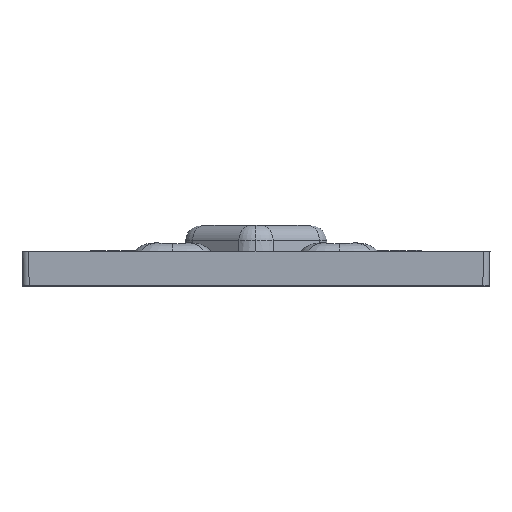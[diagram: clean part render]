
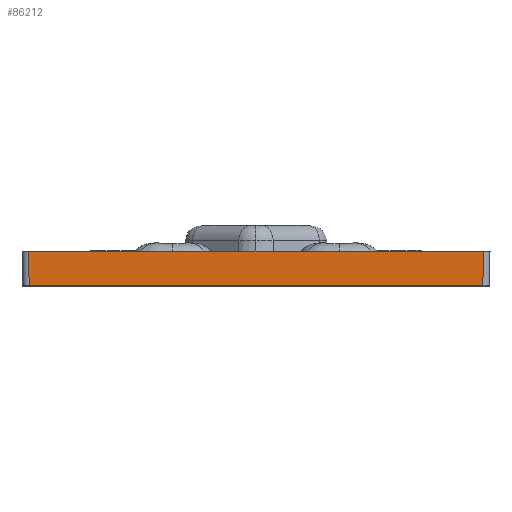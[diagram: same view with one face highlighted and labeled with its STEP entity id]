
A CAD part, left-side view. The second image highlights one B-rep face of the part: STEP entity #86212.
In plain terms, the highlighted planar face has unit normal (-1, 0, -0.018).
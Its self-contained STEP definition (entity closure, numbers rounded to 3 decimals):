
#1014 = CARTESIAN_POINT ( 'NONE',  ( -86.4, 34.602, 0.197 ) ) ;
#1829 = LINE ( 'NONE', #38080, #36626 ) ;
#1878 = CARTESIAN_POINT ( 'NONE',  ( -86.469, 34.672, 4.172 ) ) ;
#10673 = CARTESIAN_POINT ( 'NONE',  ( -86.491, -35.693, 5.4 ) ) ;
#12311 = LINE ( 'NONE', #89517, #81357 ) ;
#16580 = VECTOR ( 'NONE', #37690, 1000. ) ;
#20045 = ORIENTED_EDGE ( 'NONE', *, *, #37078, .T. ) ;
#23367 = DIRECTION ( 'NONE',  ( 0.017, 0., -1. ) ) ;
#24752 = FACE_OUTER_BOUND ( 'NONE', #83081, .T. ) ;
#25498 = AXIS2_PLACEMENT_3D ( 'NONE', #53141, #81494, #23367 ) ;
#25808 = DIRECTION ( 'NONE',  ( -0.017, -0.017, 1. ) ) ;
#31297 = PLANE ( 'NONE',  #25498 ) ;
#32237 = ORIENTED_EDGE ( 'NONE', *, *, #89660, .F. ) ;
#32363 = EDGE_CURVE ( 'NONE', #33464, #54345, #1829, .T. ) ;
#33464 = VERTEX_POINT ( 'NONE', #1014 ) ;
#33940 = VECTOR ( 'NONE', #74386, 1000. ) ;
#34819 = VERTEX_POINT ( 'NONE', #55510 ) ;
#35595 = EDGE_CURVE ( 'NONE', #90242, #33464, #86505, .T. ) ;
#36626 = VECTOR ( 'NONE', #58525, 1000. ) ;
#37078 = EDGE_CURVE ( 'NONE', #54345, #34819, #12311, .T. ) ;
#37690 = DIRECTION ( 'NONE',  ( 0., -1., 0. ) ) ;
#38080 = CARTESIAN_POINT ( 'NONE',  ( -86.4, -35.693, 0.197 ) ) ;
#42067 = CARTESIAN_POINT ( 'NONE',  ( -86.491, 34.693, 5.4 ) ) ;
#46432 = CARTESIAN_POINT ( 'NONE',  ( -86.4, -34.602, 0.197 ) ) ;
#53141 = CARTESIAN_POINT ( 'NONE',  ( -86.491, -35.693, 5.4 ) ) ;
#54345 = VERTEX_POINT ( 'NONE', #46432 ) ;
#55510 = CARTESIAN_POINT ( 'NONE',  ( -86.491, -34.693, 5.4 ) ) ;
#58525 = DIRECTION ( 'NONE',  ( 0., -1., 0. ) ) ;
#62803 = ORIENTED_EDGE ( 'NONE', *, *, #35595, .T. ) ;
#74386 = DIRECTION ( 'NONE',  ( 0.017, -0.017, -1. ) ) ;
#80007 = LINE ( 'NONE', #10673, #16580 ) ;
#81357 = VECTOR ( 'NONE', #25808, 1000. ) ;
#81494 = DIRECTION ( 'NONE',  ( 1., 0., 0.017 ) ) ;
#83081 = EDGE_LOOP ( 'NONE', ( #62803, #86383, #20045, #32237 ) ) ;
#86212 = ADVANCED_FACE ( 'NONE', ( #24752 ), #31297, .F. ) ;
#86383 = ORIENTED_EDGE ( 'NONE', *, *, #32363, .T. ) ;
#86505 = LINE ( 'NONE', #1878, #33940 ) ;
#89517 = CARTESIAN_POINT ( 'NONE',  ( -86.491, -34.693, 5.417 ) ) ;
#89660 = EDGE_CURVE ( 'NONE', #90242, #34819, #80007, .T. ) ;
#90242 = VERTEX_POINT ( 'NONE', #42067 ) ;
